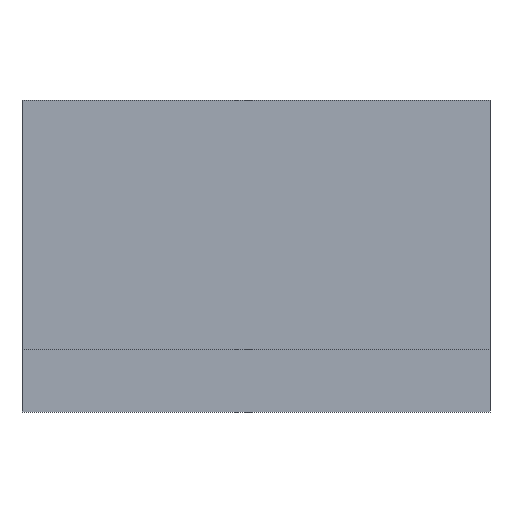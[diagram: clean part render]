
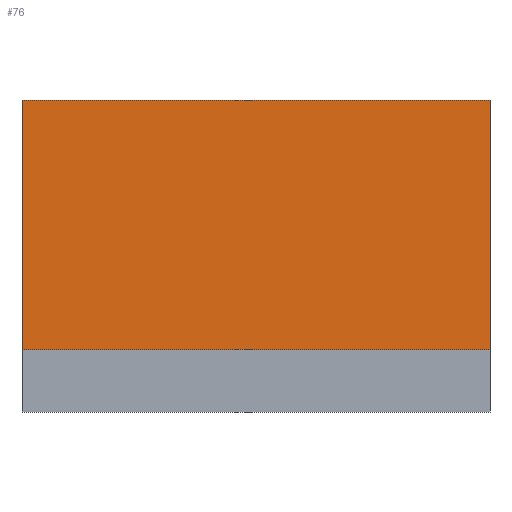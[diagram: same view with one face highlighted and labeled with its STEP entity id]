
A CAD part, left-side view. The second image highlights one B-rep face of the part: STEP entity #76.
In plain terms, the highlighted planar face has unit normal (-1, 0, 0).
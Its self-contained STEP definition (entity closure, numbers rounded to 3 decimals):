
#76 = ADVANCED_FACE( '', ( #125 ), #126, .T. );
#125 = FACE_OUTER_BOUND( '', #220, .T. );
#126 = PLANE( '', #221 );
#220 = EDGE_LOOP( '', ( #320, #321, #322, #323 ) );
#221 = AXIS2_PLACEMENT_3D( '', #324, #325, #326 );
#320 = ORIENTED_EDGE( '', *, *, #674, .F. );
#321 = ORIENTED_EDGE( '', *, *, #675, .F. );
#322 = ORIENTED_EDGE( '', *, *, #676, .T. );
#323 = ORIENTED_EDGE( '', *, *, #677, .T. );
#324 = CARTESIAN_POINT( '', ( 13., -75., -30. ) );
#325 = DIRECTION( '', ( -1., 0., 0. ) );
#326 = DIRECTION( '', ( 0., 0., 1. ) );
#674 = EDGE_CURVE( '', #786, #787, #788, .T. );
#675 = EDGE_CURVE( '', #789, #786, #790, .T. );
#676 = EDGE_CURVE( '', #789, #791, #792, .T. );
#677 = EDGE_CURVE( '', #791, #787, #793, .T. );
#786 = VERTEX_POINT( '', #962 );
#787 = VERTEX_POINT( '', #963 );
#788 = LINE( '', #964, #965 );
#789 = VERTEX_POINT( '', #966 );
#790 = LINE( '', #967, #968 );
#791 = VERTEX_POINT( '', #969 );
#792 = LINE( '', #970, #971 );
#793 = LINE( '', #972, #973 );
#962 = CARTESIAN_POINT( '', ( 13., 75., -30. ) );
#963 = CARTESIAN_POINT( '', ( 13., 75., 50. ) );
#964 = CARTESIAN_POINT( '', ( 13., 75., -30. ) );
#965 = VECTOR( '', #1198, 1000. );
#966 = CARTESIAN_POINT( '', ( 13., -75., -30. ) );
#967 = CARTESIAN_POINT( '', ( 13., -75., -30. ) );
#968 = VECTOR( '', #1199, 1000. );
#969 = CARTESIAN_POINT( '', ( 13., -75., 50. ) );
#970 = CARTESIAN_POINT( '', ( 13., -75., -30. ) );
#971 = VECTOR( '', #1200, 1000. );
#972 = CARTESIAN_POINT( '', ( 13., -75., 50. ) );
#973 = VECTOR( '', #1201, 1000. );
#1198 = DIRECTION( '', ( 0., 0., 1. ) );
#1199 = DIRECTION( '', ( 0., 1., 0. ) );
#1200 = DIRECTION( '', ( 0., 0., 1. ) );
#1201 = DIRECTION( '', ( 0., 1., 0. ) );
